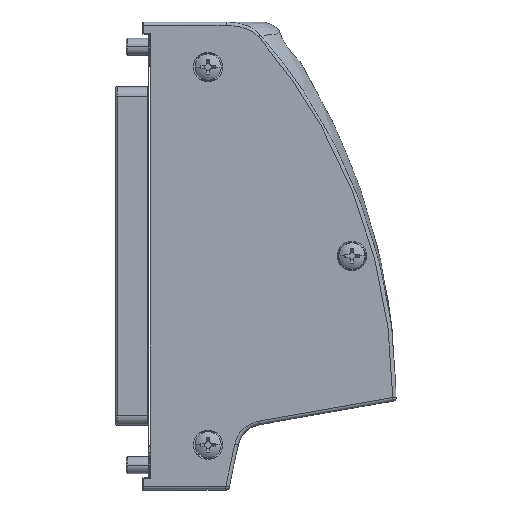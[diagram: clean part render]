
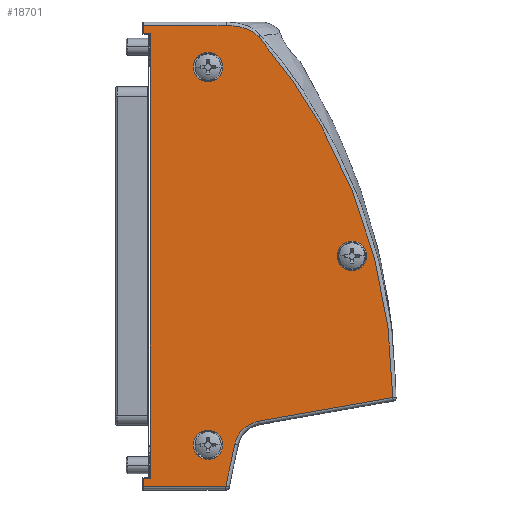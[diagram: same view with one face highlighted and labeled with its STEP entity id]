
A CAD part, top view. The second image highlights one B-rep face of the part: STEP entity #18701.
In plain terms, the highlighted planar face has unit normal (0, 0, 1).
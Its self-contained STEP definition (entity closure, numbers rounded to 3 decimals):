
#13910=CARTESIAN_POINT('',(10.,28.9,6.25));
#13911=DIRECTION('',(0.,0.,1.));
#13912=DIRECTION('',(1.,0.,0.));
#13913=AXIS2_PLACEMENT_3D('',#13910,#13911,#13912);
#13915=CARTESIAN_POINT('',(10.,28.9,6.25));
#13916=DIRECTION('',(0.,0.,1.));
#13917=DIRECTION('',(-1.,0.,0.));
#13918=AXIS2_PLACEMENT_3D('',#13915,#13916,#13917);
#13920=CARTESIAN_POINT('',(10.,-28.9,6.25));
#13921=DIRECTION('',(0.,0.,1.));
#13922=DIRECTION('',(1.,0.,0.));
#13923=AXIS2_PLACEMENT_3D('',#13920,#13921,#13922);
#13925=CARTESIAN_POINT('',(10.,-28.9,6.25));
#13926=DIRECTION('',(0.,0.,1.));
#13927=DIRECTION('',(-1.,0.,0.));
#13928=AXIS2_PLACEMENT_3D('',#13925,#13926,#13927);
#13930=CARTESIAN_POINT('',(32.,0.,6.25));
#13931=DIRECTION('',(0.,0.,1.));
#13932=DIRECTION('',(1.,0.,0.));
#13933=AXIS2_PLACEMENT_3D('',#13930,#13931,#13932);
#13935=CARTESIAN_POINT('',(32.,0.,6.25));
#13936=DIRECTION('',(0.,0.,1.));
#13937=DIRECTION('',(-1.,0.,0.));
#13938=AXIS2_PLACEMENT_3D('',#13935,#13936,#13937);
#13940=DIRECTION('',(-1.,0.,0.));
#13941=VECTOR('',#13940,12.695);
#13942=CARTESIAN_POINT('',(12.75,35.25,6.25));
#13943=LINE('',#13942,#13941);
#13944=CARTESIAN_POINT('',(17.743,33.512,6.25));
#13945=CARTESIAN_POINT('',(17.608,33.669,6.25));
#13946=CARTESIAN_POINT('',(17.296,33.975,6.25));
#13947=CARTESIAN_POINT('',(16.66,34.405,6.25));
#13948=CARTESIAN_POINT('',(15.902,34.756,6.25));
#13949=CARTESIAN_POINT('',(14.999,35.029,6.25));
#13950=CARTESIAN_POINT('',(13.959,35.205,6.25));
#13951=CARTESIAN_POINT('',(13.169,35.25,6.25));
#13952=CARTESIAN_POINT('',(12.75,35.25,6.25));
#13954=CARTESIAN_POINT('',(38.249,-21.672,6.25));
#13955=CARTESIAN_POINT('',(38.236,-19.423,6.25));
#13956=CARTESIAN_POINT('',(38.037,-14.944,6.25));
#13957=CARTESIAN_POINT('',(37.215,-8.252,6.25));
#13958=CARTESIAN_POINT('',(35.876,-1.667,6.25));
#13959=CARTESIAN_POINT('',(34.036,4.772,6.25));
#13960=CARTESIAN_POINT('',(31.707,11.025,6.25));
#13961=CARTESIAN_POINT('',(28.904,17.06,6.25));
#13962=CARTESIAN_POINT('',(25.644,22.847,6.25));
#13963=CARTESIAN_POINT('',(21.938,28.362,6.25));
#13964=CARTESIAN_POINT('',(19.189,31.829,6.25));
#13965=CARTESIAN_POINT('',(17.743,33.512,6.25));
#13967=DIRECTION('',(0.985,0.174,0.));
#13968=VECTOR('',#13967,20.834);
#13969=CARTESIAN_POINT('',(17.731,-25.29,6.25));
#13970=LINE('',#13969,#13968);
#13971=CARTESIAN_POINT('',(18.521,-29.771,6.25));
#13972=DIRECTION('',(0.,0.,-1.));
#13973=DIRECTION('',(-0.978,0.208,0.));
#13974=AXIS2_PLACEMENT_3D('',#13971,#13972,#13973);
#13976=DIRECTION('',(0.208,0.978,0.));
#13977=VECTOR('',#13976,6.569);
#13978=CARTESIAN_POINT('',(12.704,-35.25,6.25));
#13979=LINE('',#13978,#13977);
#13980=DIRECTION('',(1.,0.,0.));
#13981=VECTOR('',#13980,12.65);
#13982=CARTESIAN_POINT('',(0.055,-35.25,6.25));
#13983=LINE('',#13982,#13981);
#13984=DIRECTION('',(0.,1.,0.));
#13985=VECTOR('',#13984,1.259);
#13986=CARTESIAN_POINT('',(0.055,-35.25,6.25));
#13987=LINE('',#13986,#13985);
#13988=DIRECTION('',(1.,0.,0.));
#13989=VECTOR('',#13988,1.1);
#13990=CARTESIAN_POINT('',(0.055,-33.991,6.25));
#13991=LINE('',#13990,#13989);
#13992=DIRECTION('',(0.,1.,0.));
#13993=VECTOR('',#13992,67.982);
#13994=CARTESIAN_POINT('',(1.155,-33.991,6.25));
#13995=LINE('',#13994,#13993);
#13996=DIRECTION('',(-1.,0.,0.));
#13997=VECTOR('',#13996,1.1);
#13998=CARTESIAN_POINT('',(1.155,33.991,6.25));
#13999=LINE('',#13998,#13997);
#14000=DIRECTION('',(0.,1.,0.));
#14001=VECTOR('',#14000,1.259);
#14002=CARTESIAN_POINT('',(0.055,33.991,6.25));
#14003=LINE('',#14002,#14001);
#17925=CARTESIAN_POINT('',(12.25,28.9,6.25));
#17926=CARTESIAN_POINT('',(7.75,28.9,6.25));
#17927=VERTEX_POINT('',#17925);
#17928=VERTEX_POINT('',#17926);
#17929=CARTESIAN_POINT('',(12.25,-28.9,6.25));
#17930=CARTESIAN_POINT('',(7.75,-28.9,6.25));
#17931=VERTEX_POINT('',#17929);
#17932=VERTEX_POINT('',#17930);
#17933=CARTESIAN_POINT('',(34.25,0.,6.25));
#17934=CARTESIAN_POINT('',(29.75,0.,6.25));
#17935=VERTEX_POINT('',#17933);
#17936=VERTEX_POINT('',#17934);
#18392=CARTESIAN_POINT('',(0.055,-33.991,6.25));
#18393=CARTESIAN_POINT('',(1.155,-33.991,6.25));
#18394=VERTEX_POINT('',#18392);
#18395=VERTEX_POINT('',#18393);
#18396=CARTESIAN_POINT('',(1.155,33.991,6.25));
#18397=VERTEX_POINT('',#18396);
#18398=CARTESIAN_POINT('',(0.055,33.991,6.25));
#18399=VERTEX_POINT('',#18398);
#18449=CARTESIAN_POINT('',(12.75,35.25,6.25));
#18450=CARTESIAN_POINT('',(0.055,35.25,6.25));
#18451=VERTEX_POINT('',#18449);
#18452=VERTEX_POINT('',#18450);
#18453=VERTEX_POINT('',#13944);
#18455=VERTEX_POINT('',#13954);
#18461=CARTESIAN_POINT('',(17.731,-25.29,6.25));
#18462=VERTEX_POINT('',#18461);
#18463=CARTESIAN_POINT('',(14.07,-28.825,6.25));
#18464=VERTEX_POINT('',#18463);
#18467=CARTESIAN_POINT('',(12.704,-35.25,6.25));
#18468=VERTEX_POINT('',#18467);
#18471=CARTESIAN_POINT('',(0.055,-35.25,6.25));
#18472=VERTEX_POINT('',#18471);
#18652=CARTESIAN_POINT('',(0.,0.,6.25));
#18653=DIRECTION('',(0.,0.,-1.));
#18654=DIRECTION('',(-1.,0.,0.));
#18655=AXIS2_PLACEMENT_3D('',#18652,#18653,#18654);
#18656=PLANE('',#18655);
#18658=ORIENTED_EDGE('',*,*,#18657,.F.);
#18660=ORIENTED_EDGE('',*,*,#18659,.F.);
#18662=ORIENTED_EDGE('',*,*,#18661,.F.);
#18664=ORIENTED_EDGE('',*,*,#18663,.F.);
#18666=ORIENTED_EDGE('',*,*,#18665,.F.);
#18668=ORIENTED_EDGE('',*,*,#18667,.F.);
#18670=ORIENTED_EDGE('',*,*,#18669,.F.);
#18672=ORIENTED_EDGE('',*,*,#18671,.T.);
#18674=ORIENTED_EDGE('',*,*,#18673,.T.);
#18676=ORIENTED_EDGE('',*,*,#18675,.T.);
#18678=ORIENTED_EDGE('',*,*,#18677,.T.);
#18680=ORIENTED_EDGE('',*,*,#18679,.T.);
#18681=EDGE_LOOP('',(#18658,#18660,#18662,#18664,#18666,#18668,#18670,#18672,
#18674,#18676,#18678,#18680));
#18682=FACE_OUTER_BOUND('',#18681,.F.);
#18684=ORIENTED_EDGE('',*,*,#18683,.T.);
#18686=ORIENTED_EDGE('',*,*,#18685,.T.);
#18687=EDGE_LOOP('',(#18684,#18686));
#18688=FACE_BOUND('',#18687,.F.);
#18690=ORIENTED_EDGE('',*,*,#18689,.T.);
#18692=ORIENTED_EDGE('',*,*,#18691,.T.);
#18693=EDGE_LOOP('',(#18690,#18692));
#18694=FACE_BOUND('',#18693,.F.);
#18696=ORIENTED_EDGE('',*,*,#18695,.T.);
#18698=ORIENTED_EDGE('',*,*,#18697,.T.);
#18699=EDGE_LOOP('',(#18696,#18698));
#18700=FACE_BOUND('',#18699,.F.);
#18701=ADVANCED_FACE('',(#18682,#18688,#18694,#18700),#18656,.F.);
#13914=CIRCLE('',#13913,2.25);
#13919=CIRCLE('',#13918,2.25);
#13924=CIRCLE('',#13923,2.25);
#13929=CIRCLE('',#13928,2.25);
#13934=CIRCLE('',#13933,2.25);
#13939=CIRCLE('',#13938,2.25);
#13953=B_SPLINE_CURVE_WITH_KNOTS('',3,(#13944,#13945,#13946,#13947,#13948,
#13949,#13950,#13951,#13952),.UNSPECIFIED.,.F.,.F.,(4,1,1,1,1,1,4),(0.,
0.167,0.333,0.5,0.667,0.833,
1.),.UNSPECIFIED.);
#13966=B_SPLINE_CURVE_WITH_KNOTS('',3,(#13954,#13955,#13956,#13957,#13958,
#13959,#13960,#13961,#13962,#13963,#13964,#13965),.UNSPECIFIED.,.F.,.F.,(4,1,1,
1,1,1,1,1,1,4),(0.,0.111,0.222,0.333,
0.444,0.556,0.667,0.778,
0.889,1.),.UNSPECIFIED.);
#13975=CIRCLE('',#13974,4.55);
#18657=EDGE_CURVE('',#18451,#18452,#13943,.T.);
#18659=EDGE_CURVE('',#18453,#18451,#13953,.T.);
#18661=EDGE_CURVE('',#18455,#18453,#13966,.T.);
#18663=EDGE_CURVE('',#18462,#18455,#13970,.T.);
#18665=EDGE_CURVE('',#18464,#18462,#13975,.T.);
#18667=EDGE_CURVE('',#18468,#18464,#13979,.T.);
#18669=EDGE_CURVE('',#18472,#18468,#13983,.T.);
#18671=EDGE_CURVE('',#18472,#18394,#13987,.T.);
#18673=EDGE_CURVE('',#18394,#18395,#13991,.T.);
#18675=EDGE_CURVE('',#18395,#18397,#13995,.T.);
#18677=EDGE_CURVE('',#18397,#18399,#13999,.T.);
#18679=EDGE_CURVE('',#18399,#18452,#14003,.T.);
#18683=EDGE_CURVE('',#17927,#17928,#13914,.T.);
#18685=EDGE_CURVE('',#17928,#17927,#13919,.T.);
#18689=EDGE_CURVE('',#17931,#17932,#13924,.T.);
#18691=EDGE_CURVE('',#17932,#17931,#13929,.T.);
#18695=EDGE_CURVE('',#17935,#17936,#13934,.T.);
#18697=EDGE_CURVE('',#17936,#17935,#13939,.T.);
